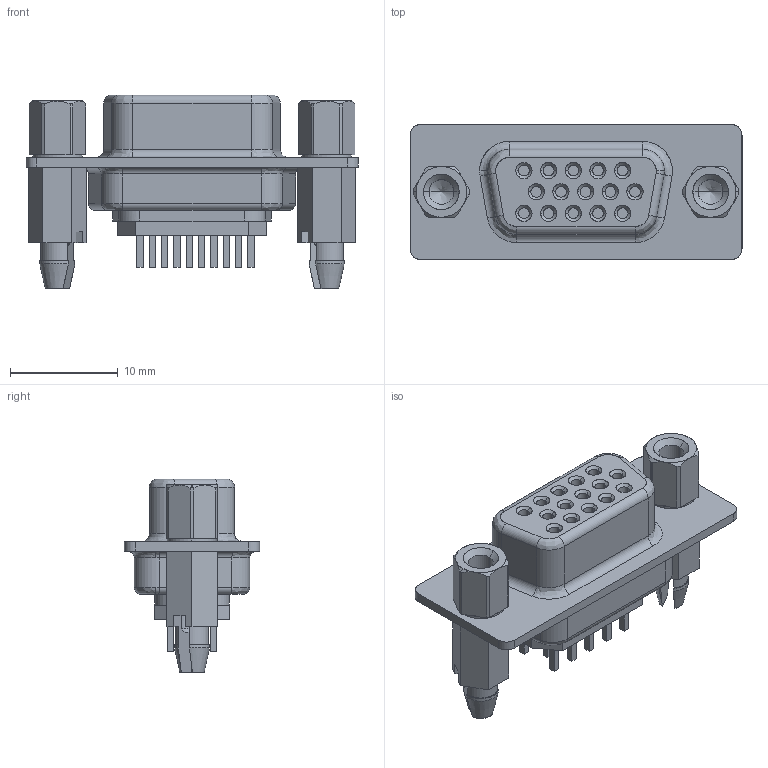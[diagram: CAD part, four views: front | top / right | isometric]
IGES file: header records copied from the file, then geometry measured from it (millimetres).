
Start section: SolidWorks IGES file using analytic representation for surfaces
Global section: file name: KF86X-ED-15S-BRJ_rA2.IGS; native system: SolidWorks 2012; preprocessor: SolidWorks 2012; author: Daniel; date: 120817.163646; units: millimetre
Bounding box: 30.81 x 12.55 x 18 mm (x, y, z)
Surface area: 2447 mm2 (no closed solid volume)
Topology: 0 solids, 0 shells, 433 faces, 3808 edges, 3804 vertices
Faces by surface type: bspline 218, revolution 215
